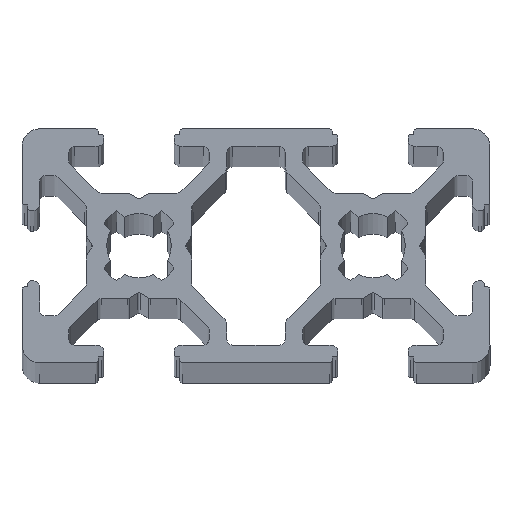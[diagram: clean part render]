
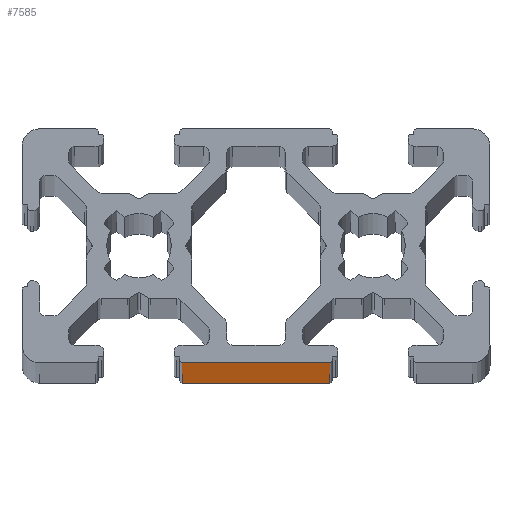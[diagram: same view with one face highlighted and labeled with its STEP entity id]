
A CAD part, top view. The second image highlights one B-rep face of the part: STEP entity #7585.
In plain terms, the highlighted planar face has unit normal (0, -1, 0).
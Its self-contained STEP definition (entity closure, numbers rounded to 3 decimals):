
#7527=CARTESIAN_POINT('',(12.6,0.0,1000.0));
#7528=VERTEX_POINT('',#7527);
#7536=CARTESIAN_POINT('',(12.6,0.0,0.0));
#7537=VERTEX_POINT('',#7536);
#7538=CARTESIAN_POINT('',(12.6,0.0,0.0));
#7539=DIRECTION('',(0.0,0.0,1.0));
#7540=VECTOR('',#7539,1000.0);
#7541=LINE('',#7538,#7540);
#7542=EDGE_CURVE('',#7537,#7528,#7541,.T.);
#7555=CARTESIAN_POINT('',(12.6,0.0,0.0));
#7556=DIRECTION('',(0.0,-1.0,0.0));
#7557=DIRECTION('',(0.0,0.0,-1.0));
#7558=AXIS2_PLACEMENT_3D('',#7555,#7556,#7557);
#7559=PLANE('',#7558);
#7560=CARTESIAN_POINT('',(0.0,0.0,1000.0));
#7561=VERTEX_POINT('',#7560);
#7562=CARTESIAN_POINT('',(12.6,0.0,1000.0));
#7563=DIRECTION('',(-1.0,0.0,0.0));
#7564=VECTOR('',#7563,12.6);
#7565=LINE('',#7562,#7564);
#7566=EDGE_CURVE('',#7528,#7561,#7565,.T.);
#7567=ORIENTED_EDGE('',*,*,#7566,.T.);
#7568=CARTESIAN_POINT('',(0.0,0.0,0.0));
#7569=VERTEX_POINT('',#7568);
#7570=CARTESIAN_POINT('',(0.0,0.0,0.0));
#7571=DIRECTION('',(0.0,0.0,1.0));
#7572=VECTOR('',#7571,1000.0);
#7573=LINE('',#7570,#7572);
#7574=EDGE_CURVE('',#7569,#7561,#7573,.T.);
#7575=ORIENTED_EDGE('',*,*,#7574,.F.);
#7576=CARTESIAN_POINT('',(0.0,0.0,0.0));
#7577=DIRECTION('',(1.0,0.0,0.0));
#7578=VECTOR('',#7577,12.6);
#7579=LINE('',#7576,#7578);
#7580=EDGE_CURVE('',#7569,#7537,#7579,.T.);
#7581=ORIENTED_EDGE('',*,*,#7580,.T.);
#7582=ORIENTED_EDGE('',*,*,#7542,.T.);
#7583=EDGE_LOOP('',(#7567,#7575,#7581,#7582));
#7584=FACE_OUTER_BOUND('',#7583,.T.);
#7585=ADVANCED_FACE('',(#7584),#7559,.T.);
